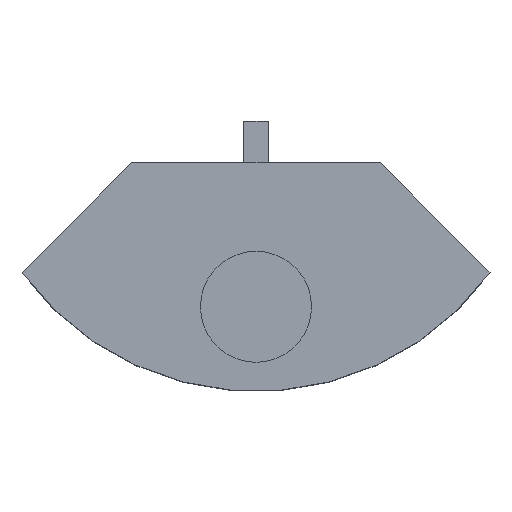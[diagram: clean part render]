
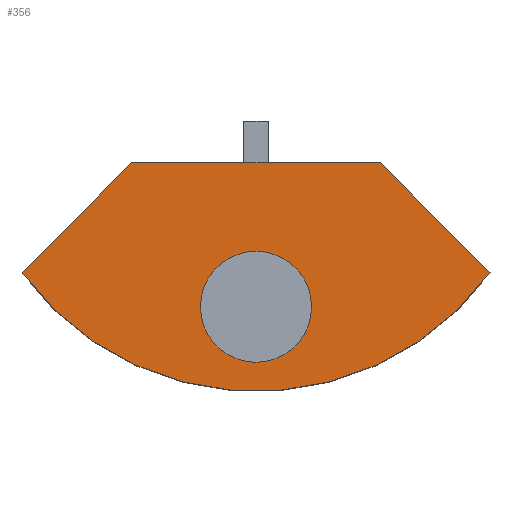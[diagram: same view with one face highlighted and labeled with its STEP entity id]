
A CAD part, top view. The second image highlights one B-rep face of the part: STEP entity #356.
In plain terms, the highlighted planar face has unit normal (0, 0, 1).
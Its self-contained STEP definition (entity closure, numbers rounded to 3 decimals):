
#19=FACE_BOUND('',#81,.T.);
#36=PLANE('',#410);
#57=FACE_OUTER_BOUND('',#80,.T.);
#80=EDGE_LOOP('',(#326,#327,#328,#329));
#81=EDGE_LOOP('',(#330,#331));
#108=LINE('',#594,#142);
#114=LINE('',#609,#148);
#115=LINE('',#611,#149);
#142=VECTOR('',#491,10.);
#148=VECTOR('',#507,10.);
#149=VECTOR('',#510,10.);
#156=CIRCLE('',#393,6.705);
#157=CIRCLE('',#394,6.705);
#161=CIRCLE('',#407,35.);
#174=VERTEX_POINT('',#552);
#175=VERTEX_POINT('',#553);
#188=VERTEX_POINT('',#591);
#189=VERTEX_POINT('',#593);
#192=VERTEX_POINT('',#603);
#193=VERTEX_POINT('',#605);
#211=EDGE_CURVE('',#174,#175,#156,.T.);
#212=EDGE_CURVE('',#175,#174,#157,.T.);
#230=EDGE_CURVE('',#189,#188,#108,.T.);
#236=EDGE_CURVE('',#193,#192,#161,.T.);
#238=EDGE_CURVE('',#188,#193,#114,.T.);
#239=EDGE_CURVE('',#192,#189,#115,.T.);
#326=ORIENTED_EDGE('',*,*,#230,.T.);
#327=ORIENTED_EDGE('',*,*,#238,.T.);
#328=ORIENTED_EDGE('',*,*,#236,.T.);
#329=ORIENTED_EDGE('',*,*,#239,.T.);
#330=ORIENTED_EDGE('',*,*,#211,.T.);
#331=ORIENTED_EDGE('',*,*,#212,.T.);
#356=ADVANCED_FACE('',(#57,#19),#36,.T.);
#393=AXIS2_PLACEMENT_3D('',#554,#454,#455);
#394=AXIS2_PLACEMENT_3D('',#555,#456,#457);
#407=AXIS2_PLACEMENT_3D('',#606,#502,#503);
#410=AXIS2_PLACEMENT_3D('',#612,#511,#512);
#454=DIRECTION('center_axis',(0.,0.,-1.));
#455=DIRECTION('ref_axis',(1.,0.,0.));
#456=DIRECTION('center_axis',(0.,0.,-1.));
#457=DIRECTION('ref_axis',(1.,0.,0.));
#491=DIRECTION('',(-1.,0.,0.));
#502=DIRECTION('center_axis',(0.,0.,1.));
#503=DIRECTION('ref_axis',(-0.807,-0.59,0.));
#507=DIRECTION('',(-0.707,-0.707,0.));
#510=DIRECTION('',(-0.707,0.707,0.));
#511=DIRECTION('center_axis',(0.,0.,1.));
#512=DIRECTION('ref_axis',(1.,0.,0.));
#552=CARTESIAN_POINT('',(-8.295,-104.383,2.));
#553=CARTESIAN_POINT('',(-21.705,-104.383,2.));
#554=CARTESIAN_POINT('Origin',(-15.,-104.383,2.));
#555=CARTESIAN_POINT('Origin',(-15.,-104.383,2.));
#591=CARTESIAN_POINT('',(-30.,-87.,2.));
#593=CARTESIAN_POINT('',(0.,-87.,2.));
#594=CARTESIAN_POINT('',(-7.5,-87.,2.));
#603=CARTESIAN_POINT('',(13.25,-100.25,2.));
#605=CARTESIAN_POINT('',(-43.25,-100.25,2.));
#606=CARTESIAN_POINT('Origin',(-15.,-79.588,2.));
#609=CARTESIAN_POINT('',(-30.,-87.,2.));
#611=CARTESIAN_POINT('',(13.25,-100.25,2.));
#612=CARTESIAN_POINT('Origin',(-15.,-57.294,2.));
